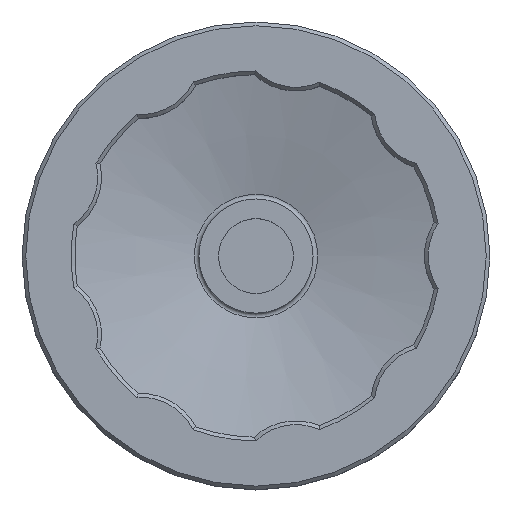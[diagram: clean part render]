
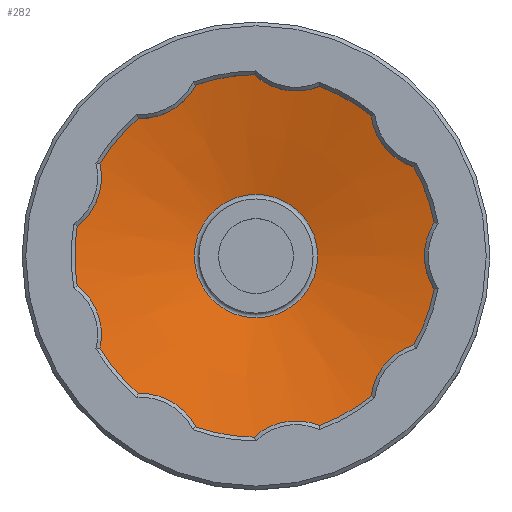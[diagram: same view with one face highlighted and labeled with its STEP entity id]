
A CAD part, top view. The second image highlights one B-rep face of the part: STEP entity #282.
In plain terms, the highlighted conical face has half-angle 76 degrees and reference radius 48.42 mm.
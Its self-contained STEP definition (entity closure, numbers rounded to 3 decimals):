
#282 = ADVANCED_FACE( '', ( #626, #627 ), #628, .F. );
#626 = FACE_BOUND( '', #1033, .T. );
#627 = FACE_OUTER_BOUND( '', #1034, .T. );
#628 = CONICAL_SURFACE( '', #1035, 48.42, 1.326 );
#1033 = EDGE_LOOP( '', ( #1769 ) );
#1034 = EDGE_LOOP( '', ( #1770, #1771, #1772, #1773, #1774, #1775, #1776, #1777, #1778, #1779, #1780, #1781, #1782, #1783, #1784, #1785, #1786, #1787 ) );
#1035 = AXIS2_PLACEMENT_3D( '', #1788, #1789, #1790 );
#1769 = ORIENTED_EDGE( '', *, *, #2292, .T. );
#1770 = ORIENTED_EDGE( '', *, *, #2374, .T. );
#1771 = ORIENTED_EDGE( '', *, *, #2542, .T. );
#1772 = ORIENTED_EDGE( '', *, *, #2543, .T. );
#1773 = ORIENTED_EDGE( '', *, *, #2512, .T. );
#1774 = ORIENTED_EDGE( '', *, *, #2539, .T. );
#1775 = ORIENTED_EDGE( '', *, *, #2385, .T. );
#1776 = ORIENTED_EDGE( '', *, *, #2279, .T. );
#1777 = ORIENTED_EDGE( '', *, *, #2544, .T. );
#1778 = ORIENTED_EDGE( '', *, *, #2545, .T. );
#1779 = ORIENTED_EDGE( '', *, *, #2498, .T. );
#1780 = ORIENTED_EDGE( '', *, *, #2546, .T. );
#1781 = ORIENTED_EDGE( '', *, *, #2528, .T. );
#1782 = ORIENTED_EDGE( '', *, *, #2322, .T. );
#1783 = ORIENTED_EDGE( '', *, *, #2547, .T. );
#1784 = ORIENTED_EDGE( '', *, *, #2410, .T. );
#1785 = ORIENTED_EDGE( '', *, *, #2422, .T. );
#1786 = ORIENTED_EDGE( '', *, *, #2371, .T. );
#1787 = ORIENTED_EDGE( '', *, *, #2532, .T. );
#1788 = CARTESIAN_POINT( '', ( 0., 0., 24.2 ) );
#1789 = DIRECTION( '', ( 0., 0., 1. ) );
#1790 = DIRECTION( '', ( 1., 0., 0. ) );
#2279 = EDGE_CURVE( '', #2689, #2690, #2691, .T. );
#2292 = EDGE_CURVE( '', #2712, #2712, #2713, .F. );
#2322 = EDGE_CURVE( '', #2766, #2767, #2768, .T. );
#2371 = EDGE_CURVE( '', #2851, #2852, #2853, .T. );
#2374 = EDGE_CURVE( '', #2856, #2857, #2858, .T. );
#2385 = EDGE_CURVE( '', #2870, #2689, #2876, .T. );
#2410 = EDGE_CURVE( '', #2911, #2912, #2913, .T. );
#2422 = EDGE_CURVE( '', #2912, #2851, #2928, .T. );
#2498 = EDGE_CURVE( '', #3034, #3036, #3038, .T. );
#2512 = EDGE_CURVE( '', #3052, #3058, #3060, .T. );
#2528 = EDGE_CURVE( '', #3077, #2766, #3081, .T. );
#2532 = EDGE_CURVE( '', #2852, #2856, #3086, .T. );
#2539 = EDGE_CURVE( '', #3058, #2870, #3094, .T. );
#2542 = EDGE_CURVE( '', #2857, #3047, #3097, .T. );
#2543 = EDGE_CURVE( '', #3047, #3052, #3098, .T. );
#2544 = EDGE_CURVE( '', #2690, #3099, #3100, .T. );
#2545 = EDGE_CURVE( '', #3099, #3034, #3101, .T. );
#2546 = EDGE_CURVE( '', #3036, #3077, #3102, .T. );
#2547 = EDGE_CURVE( '', #2767, #2911, #3103, .T. );
#2689 = VERTEX_POINT( '', #3313 );
#2690 = VERTEX_POINT( '', #3314 );
#2691 = CIRCLE( '', #3315, 48.42 );
#2712 = VERTEX_POINT( '', #3340 );
#2713 = CIRCLE( '', #3341, 16.492 );
#2766 = VERTEX_POINT( '', #3406 );
#2767 = VERTEX_POINT( '', #3407 );
#2768 = CIRCLE( '', #3408, 48.42 );
#2851 = VERTEX_POINT( '', #3517 );
#2852 = VERTEX_POINT( '', #3518 );
#2853 = CIRCLE( '', #3519, 48.42 );
#2856 = VERTEX_POINT( '', #3522 );
#2857 = VERTEX_POINT( '', #3523 );
#2858 = CIRCLE( '', #3524, 48.42 );
#2870 = VERTEX_POINT( '', #3542 );
#2876 = CIRCLE( '', #3550, 48.42 );
#2911 = VERTEX_POINT( '', #3598 );
#2912 = VERTEX_POINT( '', #3599 );
#2913 = CIRCLE( '', #3600, 48.42 );
#2928 = CIRCLE( '', #3619, 48.42 );
#3034 = VERTEX_POINT( '', #3756 );
#3036 = VERTEX_POINT( '', #3759 );
#3038 = CIRCLE( '', #3762, 48.42 );
#3047 = VERTEX_POINT( '', #3771 );
#3052 = VERTEX_POINT( '', #3777 );
#3058 = VERTEX_POINT( '', #3784 );
#3060 = CIRCLE( '', #3787, 48.42 );
#3077 = VERTEX_POINT( '', #3809 );
#3081 = CIRCLE( '', #3814, 48.42 );
#3086 = CIRCLE( '', #3820, 48.42 );
#3094 = CIRCLE( '', #3830, 48.42 );
#3097 = CIRCLE( '', #3833, 48.42 );
#3098 = CIRCLE( '', #3834, 48.42 );
#3099 = VERTEX_POINT( '', #3835 );
#3100 = CIRCLE( '', #3836, 48.42 );
#3101 = CIRCLE( '', #3837, 48.42 );
#3102 = CIRCLE( '', #3838, 48.42 );
#3103 = CIRCLE( '', #3839, 48.42 );
#3313 = CARTESIAN_POINT( '', ( -41.688, 24.63, 24.2 ) );
#3314 = CARTESIAN_POINT( '', ( -47.766, 7.929, 24.2 ) );
#3315 = AXIS2_PLACEMENT_3D( '', #4029, #4030, #4031 );
#3340 = CARTESIAN_POINT( '', ( 16.492, 0., 16.239 ) );
#3341 = AXIS2_PLACEMENT_3D( '', #4051, #4052, #4053 );
#3406 = CARTESIAN_POINT( '', ( -0.486, -48.418, 24.2 ) );
#3407 = CARTESIAN_POINT( '', ( 17.017, -45.331, 24.2 ) );
#3408 = AXIS2_PLACEMENT_3D( '', #4099, #4100, #4101 );
#3517 = CARTESIAN_POINT( '', ( 47.598, -8.887, 24.2 ) );
#3518 = CARTESIAN_POINT( '', ( 47.598, 8.887, 24.2 ) );
#3519 = AXIS2_PLACEMENT_3D( '', #4188, #4189, #4190 );
#3522 = CARTESIAN_POINT( '', ( 42.174, 23.788, 24.2 ) );
#3523 = CARTESIAN_POINT( '', ( 30.75, 37.403, 24.2 ) );
#3524 = AXIS2_PLACEMENT_3D( '', #4194, #4195, #4196 );
#3542 = CARTESIAN_POINT( '', ( -31.495, 36.777, 24.2 ) );
#3550 = AXIS2_PLACEMENT_3D( '', #4211, #4212, #4213 );
#3598 = CARTESIAN_POINT( '', ( 30.75, -37.403, 24.2 ) );
#3599 = CARTESIAN_POINT( '', ( 42.174, -23.788, 24.2 ) );
#3600 = AXIS2_PLACEMENT_3D( '', #4239, #4240, #4241 );
#3619 = AXIS2_PLACEMENT_3D( '', #4258, #4259, #4260 );
#3756 = CARTESIAN_POINT( '', ( -41.688, -24.63, 24.2 ) );
#3759 = CARTESIAN_POINT( '', ( -31.495, -36.777, 24.2 ) );
#3762 = AXIS2_PLACEMENT_3D( '', #4369, #4370, #4371 );
#3771 = CARTESIAN_POINT( '', ( 17.017, 45.331, 24.2 ) );
#3777 = CARTESIAN_POINT( '', ( -0.486, 48.418, 24.2 ) );
#3784 = CARTESIAN_POINT( '', ( -16.103, 45.664, 24.2 ) );
#3787 = AXIS2_PLACEMENT_3D( '', #4393, #4394, #4395 );
#3809 = CARTESIAN_POINT( '', ( -16.103, -45.664, 24.2 ) );
#3814 = AXIS2_PLACEMENT_3D( '', #4414, #4415, #4416 );
#3820 = AXIS2_PLACEMENT_3D( '', #4421, #4422, #4423 );
#3830 = AXIS2_PLACEMENT_3D( '', #4429, #4430, #4431 );
#3833 = AXIS2_PLACEMENT_3D( '', #4435, #4436, #4437 );
#3834 = AXIS2_PLACEMENT_3D( '', #4438, #4439, #4440 );
#3835 = CARTESIAN_POINT( '', ( -47.766, -7.929, 24.2 ) );
#3836 = AXIS2_PLACEMENT_3D( '', #4441, #4442, #4443 );
#3837 = AXIS2_PLACEMENT_3D( '', #4444, #4445, #4446 );
#3838 = AXIS2_PLACEMENT_3D( '', #4447, #4448, #4449 );
#3839 = AXIS2_PLACEMENT_3D( '', #4450, #4451, #4452 );
#4029 = CARTESIAN_POINT( '', ( 0., 0., 24.2 ) );
#4030 = DIRECTION( '', ( 0., 0., 1. ) );
#4031 = DIRECTION( '', ( 1., 0., 0. ) );
#4051 = CARTESIAN_POINT( '', ( 0., 0., 16.239 ) );
#4052 = DIRECTION( '', ( 0., 0., 1. ) );
#4053 = DIRECTION( '', ( 1., 0., 0. ) );
#4099 = CARTESIAN_POINT( '', ( 0., 0., 24.2 ) );
#4100 = DIRECTION( '', ( 0., 0., 1. ) );
#4101 = DIRECTION( '', ( 1., 0., 0. ) );
#4188 = CARTESIAN_POINT( '', ( 0., 0., 24.2 ) );
#4189 = DIRECTION( '', ( 0., 0., 1. ) );
#4190 = DIRECTION( '', ( -1., 0., 0. ) );
#4194 = CARTESIAN_POINT( '', ( 0., 0., 24.2 ) );
#4195 = DIRECTION( '', ( 0., 0., 1. ) );
#4196 = DIRECTION( '', ( 1., 0., 0. ) );
#4211 = CARTESIAN_POINT( '', ( 0., 0., 24.2 ) );
#4212 = DIRECTION( '', ( 0., 0., 1. ) );
#4213 = DIRECTION( '', ( 1., 0., 0. ) );
#4239 = CARTESIAN_POINT( '', ( 0., 0., 24.2 ) );
#4240 = DIRECTION( '', ( 0., 0., 1. ) );
#4241 = DIRECTION( '', ( 1., 0., 0. ) );
#4258 = CARTESIAN_POINT( '', ( 0., 0., 24.2 ) );
#4259 = DIRECTION( '', ( 0., 0., 1. ) );
#4260 = DIRECTION( '', ( 1., 0., 0. ) );
#4369 = CARTESIAN_POINT( '', ( 0., 0., 24.2 ) );
#4370 = DIRECTION( '', ( 0., 0., 1. ) );
#4371 = DIRECTION( '', ( 1., 0., 0. ) );
#4393 = CARTESIAN_POINT( '', ( 0., 0., 24.2 ) );
#4394 = DIRECTION( '', ( 0., 0., 1. ) );
#4395 = DIRECTION( '', ( 1., 0., 0. ) );
#4414 = CARTESIAN_POINT( '', ( 0., 0., 24.2 ) );
#4415 = DIRECTION( '', ( 0., 0., 1. ) );
#4416 = DIRECTION( '', ( 1., 0., 0. ) );
#4421 = CARTESIAN_POINT( '', ( 0., 0., 24.2 ) );
#4422 = DIRECTION( '', ( 0., 0., 1. ) );
#4423 = DIRECTION( '', ( 1., 0., 0. ) );
#4429 = CARTESIAN_POINT( '', ( 0., 0., 24.2 ) );
#4430 = DIRECTION( '', ( 0., 0., 1. ) );
#4431 = DIRECTION( '', ( 1., 0., 0. ) );
#4435 = CARTESIAN_POINT( '', ( 0., 0., 24.2 ) );
#4436 = DIRECTION( '', ( 0., 0., 1. ) );
#4437 = DIRECTION( '', ( 1., 0., 0. ) );
#4438 = CARTESIAN_POINT( '', ( 0., 0., 24.2 ) );
#4439 = DIRECTION( '', ( 0., 0., 1. ) );
#4440 = DIRECTION( '', ( 1., 0., 0. ) );
#4441 = CARTESIAN_POINT( '', ( 0., 0., 24.2 ) );
#4442 = DIRECTION( '', ( 0., 0., 1. ) );
#4443 = DIRECTION( '', ( 1., 0., 0. ) );
#4444 = CARTESIAN_POINT( '', ( 0., 0., 24.2 ) );
#4445 = DIRECTION( '', ( 0., 0., 1. ) );
#4446 = DIRECTION( '', ( 1., 0., 0. ) );
#4447 = CARTESIAN_POINT( '', ( 0., 0., 24.2 ) );
#4448 = DIRECTION( '', ( 0., 0., 1. ) );
#4449 = DIRECTION( '', ( 1., 0., 0. ) );
#4450 = CARTESIAN_POINT( '', ( 0., 0., 24.2 ) );
#4451 = DIRECTION( '', ( 0., 0., 1. ) );
#4452 = DIRECTION( '', ( 1., 0., 0. ) );
